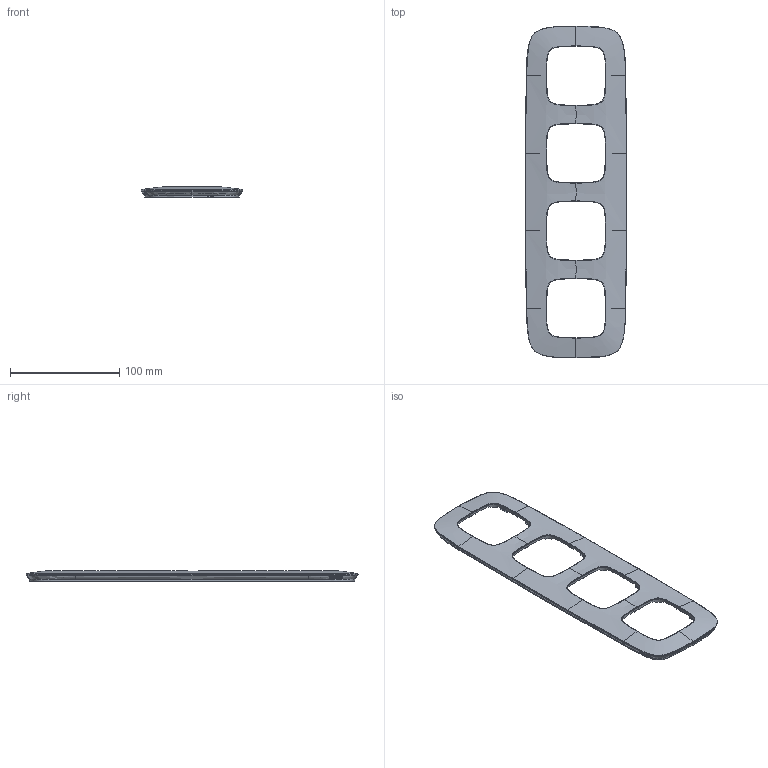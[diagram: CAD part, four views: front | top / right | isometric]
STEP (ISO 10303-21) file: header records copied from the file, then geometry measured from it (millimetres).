
FILE_DESCRIPTION(('CATIA V5 STEP Exchange','CAx-IF Rec.Pracs.--- Model Styling and Organization---1.4--- 2014-01-23'),'2;1');
FILE_NAME('754304_AllCATPart.stp','2020-02-18T08:04:25+00:00',('none'),('none'),'CATIA Version 5-6 Release 2017 SP3','CATIA V5 STEP AP214','none');
FILE_SCHEMA(('AUTOMOTIVE_DESIGN { 1 0 10303 214 1 1 1 1 }'));
Products named in the file (1): 754304_AllCATPart
Bounding box: 93.01 x 304.15 x 9.47 mm (x, y, z)
Volume: 55188.3 mm3; surface area: 73962.2 mm2
Topology: 1 solids, 1 shells, 5021 faces, 13774 edges, 8766 vertices
Faces by surface type: plane 2505, cylinder 1098, bspline 931, extrusion 223, cone 152, sphere 92, torus 20
Entity records: 278652 total; most frequent: CARTESIAN_POINT 173866, ORIENTED_EDGE 27372, EDGE_CURVE 13686, DIRECTION 11417, VERTEX_POINT 8766, B_SPLINE_CURVE_WITH_KNOTS 8187, EDGE_LOOP 5218, ADVANCED_FACE 5021
